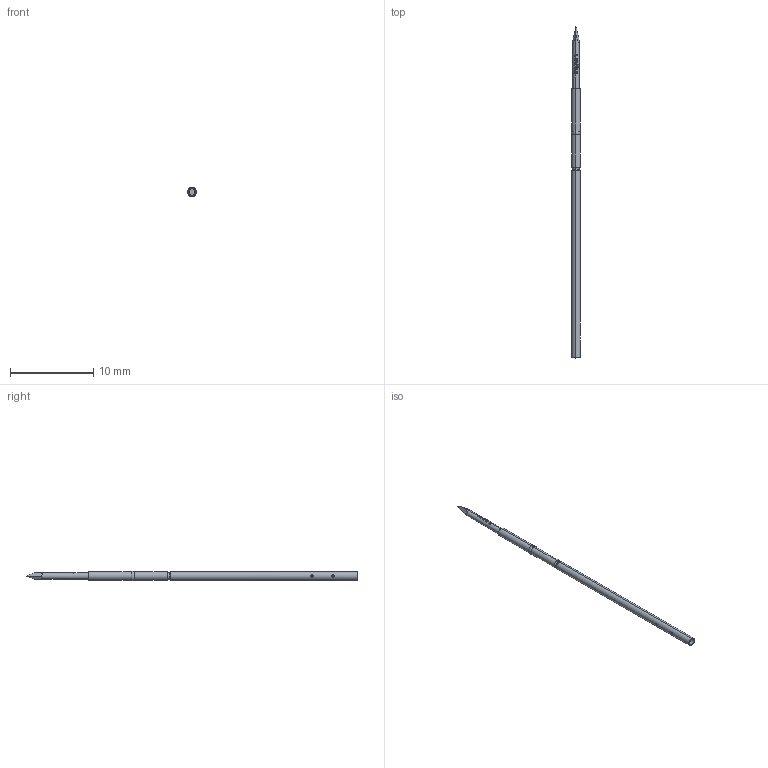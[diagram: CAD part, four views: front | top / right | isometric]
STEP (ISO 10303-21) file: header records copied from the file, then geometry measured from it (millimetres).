
FILE_DESCRIPTION (( 'STEP AP203' ), '1' );
FILE_NAME ('INGUN_GKS-181_291_080_N_xx05.STEP', '2022-01-26T13:24:34', ( 'ochi' ), ( '' ), 'SwSTEP 2.0', 'SolidWorks 2018', '' );
FILE_SCHEMA (( 'CONFIG_CONTROL_DESIGN' ));
Length unit declared in the file: millimetre
Products named in the file (1): INGUN_GKS-181_291_080_N_xx05
Bounding box: 1.09 x 39.8 x 1.1 mm (x, y, z)
Volume: 25.5 mm3; surface area: 132.5 mm2
Topology: 1 solids, 1 shells, 121 faces, 313 edges, 205 vertices
Faces by surface type: bspline 66, plane 21, cylinder 20, torus 6, cone 4, sphere 4
Entity records: 6695 total; most frequent: CARTESIAN_POINT 4287, ORIENTED_EDGE 626, EDGE_CURVE 313, DIRECTION 247, B_SPLINE_CURVE_WITH_KNOTS 228, VERTEX_POINT 205, EDGE_LOOP 132, ADVANCED_FACE 121
